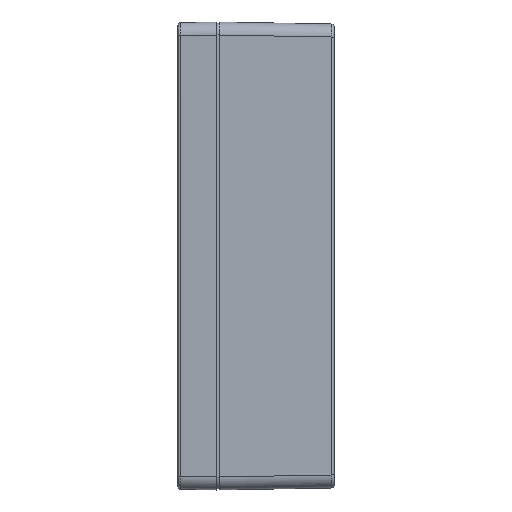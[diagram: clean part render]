
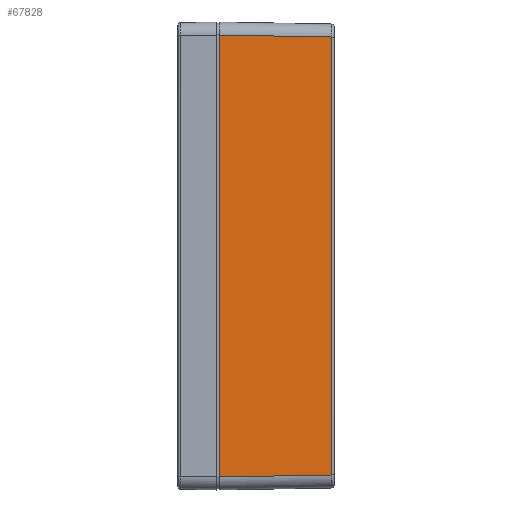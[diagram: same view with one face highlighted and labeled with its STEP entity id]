
A CAD part, left-side view. The second image highlights one B-rep face of the part: STEP entity #67828.
In plain terms, the highlighted planar face has unit normal (-1, -0.018, 0).
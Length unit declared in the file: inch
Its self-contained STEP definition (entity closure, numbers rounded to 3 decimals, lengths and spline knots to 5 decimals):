
#337 = AXIS2_PLACEMENT_3D ( 'NONE', #47100, #58460, #64505 ) ;
#660 = VECTOR ( 'NONE', #24267, 39.37008 ) ;
#3688 = LINE ( 'NONE', #29951, #32114 ) ;
#5093 = FACE_OUTER_BOUND ( 'NONE', #35250, .T. ) ;
#6860 = LINE ( 'NONE', #54824, #660 ) ;
#12526 = DIRECTION ( 'NONE',  ( -0.017, 1., -0.017 ) ) ;
#18006 = ORIENTED_EDGE ( 'NONE', *, *, #66883, .T. ) ;
#19023 = CARTESIAN_POINT ( 'NONE',  ( -3.51299, -1.73691, 3.31617 ) ) ;
#21760 = EDGE_CURVE ( 'NONE', #31825, #31236, #43937, .T. ) ;
#24267 = DIRECTION ( 'NONE',  ( 0., 0., -1. ) ) ;
#25090 = DIRECTION ( 'NONE',  ( -0.017, 1., 0.017 ) ) ;
#27890 = CARTESIAN_POINT ( 'NONE',  ( -3.51299, -1.73691, 3.31617 ) ) ;
#28051 = VECTOR ( 'NONE', #72717, 39.37008 ) ;
#29307 = PLANE ( 'NONE',  #337 ) ;
#29760 = CARTESIAN_POINT ( 'NONE',  ( -3.51299, -1.73691, -3.31617 ) ) ;
#29951 = CARTESIAN_POINT ( 'NONE',  ( -3.54229, -0.05838, -3.34547 ) ) ;
#31236 = VERTEX_POINT ( 'NONE', #38805 ) ;
#31825 = VERTEX_POINT ( 'NONE', #51030 ) ;
#32114 = VECTOR ( 'NONE', #12526, 39.37008 ) ;
#32880 = VECTOR ( 'NONE', #25090, 39.37008 ) ;
#35250 = EDGE_LOOP ( 'NONE', ( #43266, #66123, #71149, #18006 ) ) ;
#38805 = CARTESIAN_POINT ( 'NONE',  ( -3.54262, -0.03937, -3.3458 ) ) ;
#43266 = ORIENTED_EDGE ( 'NONE', *, *, #21760, .T. ) ;
#43937 = LINE ( 'NONE', #66272, #28051 ) ;
#47100 = CARTESIAN_POINT ( 'NONE',  ( -3.54331, 0., -3.54331 ) ) ;
#47448 = VERTEX_POINT ( 'NONE', #27890 ) ;
#51030 = CARTESIAN_POINT ( 'NONE',  ( -3.54262, -0.03937, 3.3458 ) ) ;
#52899 = EDGE_CURVE ( 'NONE', #70526, #31236, #3688, .T. ) ;
#53014 = EDGE_CURVE ( 'NONE', #47448, #70526, #6860, .T. ) ;
#54824 = CARTESIAN_POINT ( 'NONE',  ( -3.51299, -1.73691, -1.77165 ) ) ;
#58460 = DIRECTION ( 'NONE',  ( -1., -0.017, 0. ) ) ;
#64488 = LINE ( 'NONE', #19023, #32880 ) ;
#64505 = DIRECTION ( 'NONE',  ( 0.017, -1., 0. ) ) ;
#66123 = ORIENTED_EDGE ( 'NONE', *, *, #52899, .F. ) ;
#66272 = CARTESIAN_POINT ( 'NONE',  ( -3.54262, -0.03937, -3.54331 ) ) ;
#66883 = EDGE_CURVE ( 'NONE', #47448, #31825, #64488, .T. ) ;
#67828 = ADVANCED_FACE ( 'NONE', ( #5093 ), #29307, .T. ) ;
#70526 = VERTEX_POINT ( 'NONE', #29760 ) ;
#71149 = ORIENTED_EDGE ( 'NONE', *, *, #53014, .F. ) ;
#72717 = DIRECTION ( 'NONE',  ( 0., 0., -1. ) ) ;
